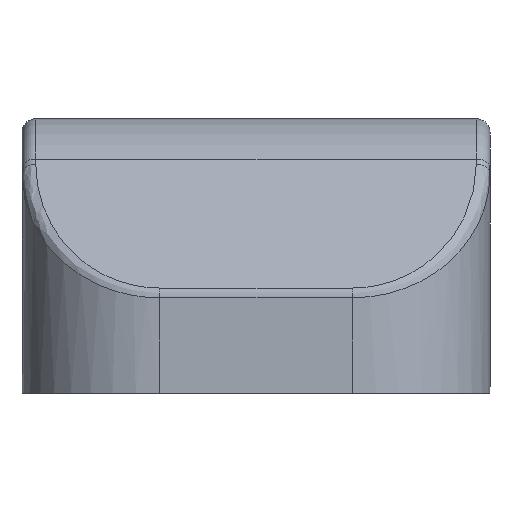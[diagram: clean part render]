
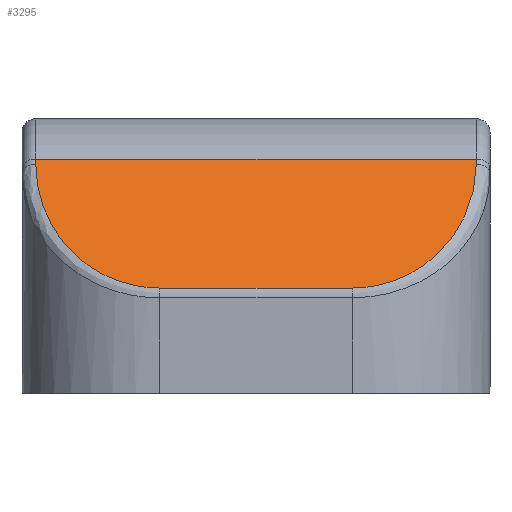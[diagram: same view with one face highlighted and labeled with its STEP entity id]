
A CAD part, left-side view. The second image highlights one B-rep face of the part: STEP entity #3295.
In plain terms, the highlighted planar face has unit normal (-0.707, 0, 0.707).
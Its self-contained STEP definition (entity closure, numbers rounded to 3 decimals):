
#91=ELLIPSE('',#3656,12.728,9.);
#92=ELLIPSE('',#3657,12.728,9.);
#407=LINE('',#6104,#692);
#408=LINE('',#6106,#693);
#409=LINE('',#6110,#694);
#410=LINE('',#6113,#695);
#692=VECTOR('',#4556,10.);
#693=VECTOR('',#4557,10.);
#694=VECTOR('',#4560,10.);
#695=VECTOR('',#4563,10.);
#813=PLANE('',#3655);
#989=FACE_OUTER_BOUND('',#1196,.T.);
#1196=EDGE_LOOP('',(#2910,#2911,#2912,#2913,#2914,#2915));
#1629=VERTEX_POINT('',#6102);
#1630=VERTEX_POINT('',#6103);
#1631=VERTEX_POINT('',#6105);
#1632=VERTEX_POINT('',#6107);
#1633=VERTEX_POINT('',#6109);
#1634=VERTEX_POINT('',#6111);
#2070=EDGE_CURVE('',#1629,#1630,#407,.T.);
#2071=EDGE_CURVE('',#1631,#1629,#408,.T.);
#2072=EDGE_CURVE('',#1632,#1631,#91,.T.);
#2073=EDGE_CURVE('',#1633,#1632,#409,.T.);
#2074=EDGE_CURVE('',#1634,#1633,#92,.T.);
#2075=EDGE_CURVE('',#1630,#1634,#410,.T.);
#2910=ORIENTED_EDGE('',*,*,#2070,.F.);
#2911=ORIENTED_EDGE('',*,*,#2071,.F.);
#2912=ORIENTED_EDGE('',*,*,#2072,.F.);
#2913=ORIENTED_EDGE('',*,*,#2073,.F.);
#2914=ORIENTED_EDGE('',*,*,#2074,.F.);
#2915=ORIENTED_EDGE('',*,*,#2075,.F.);
#3295=ADVANCED_FACE('',(#989),#813,.T.);
#3655=AXIS2_PLACEMENT_3D('',#6101,#4554,#4555);
#3656=AXIS2_PLACEMENT_3D('',#6108,#4558,#4559);
#3657=AXIS2_PLACEMENT_3D('',#6112,#4561,#4562);
#4554=DIRECTION('center_axis',(-0.707,0.,0.707));
#4555=DIRECTION('ref_axis',(-0.707,0.,-0.707));
#4556=DIRECTION('',(0.,-1.,0.));
#4557=DIRECTION('',(0.707,0.,0.707));
#4558=DIRECTION('center_axis',(0.707,0.,-0.707));
#4559=DIRECTION('ref_axis',(-0.707,0.,-0.707));
#4560=DIRECTION('',(0.,1.,0.));
#4561=DIRECTION('center_axis',(0.707,0.,-0.707));
#4562=DIRECTION('ref_axis',(-0.707,0.,-0.707));
#4563=DIRECTION('',(-0.707,0.,-0.707));
#6101=CARTESIAN_POINT('Origin',(-18.856,0.,9.85));
#6102=CARTESIAN_POINT('',(-21.785,16.,6.921));
#6103=CARTESIAN_POINT('',(-21.785,-16.,6.921));
#6104=CARTESIAN_POINT('',(-21.785,8.5,6.921));
#6105=CARTESIAN_POINT('',(-22.157,16.,6.549));
#6106=CARTESIAN_POINT('',(-19.629,16.,9.076));
#6107=CARTESIAN_POINT('',(-31.157,7.,-2.451));
#6108=CARTESIAN_POINT('Origin',(-22.157,7.,6.549));
#6109=CARTESIAN_POINT('',(-31.157,-7.,-2.451));
#6110=CARTESIAN_POINT('',(-31.157,0.,-2.451));
#6111=CARTESIAN_POINT('',(-22.157,-16.,6.549));
#6112=CARTESIAN_POINT('Origin',(-22.157,-7.,6.549));
#6113=CARTESIAN_POINT('',(-14.142,-16.,14.564));
